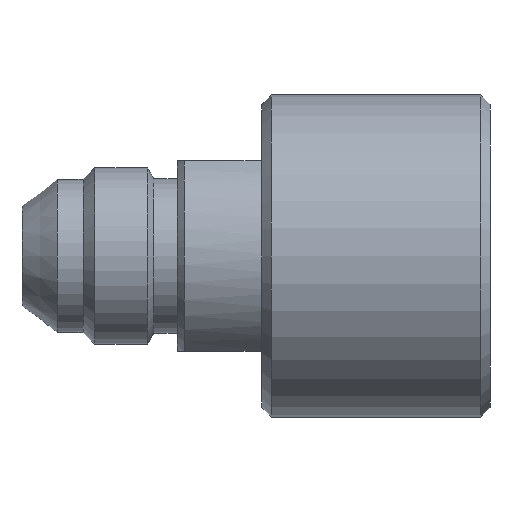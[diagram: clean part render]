
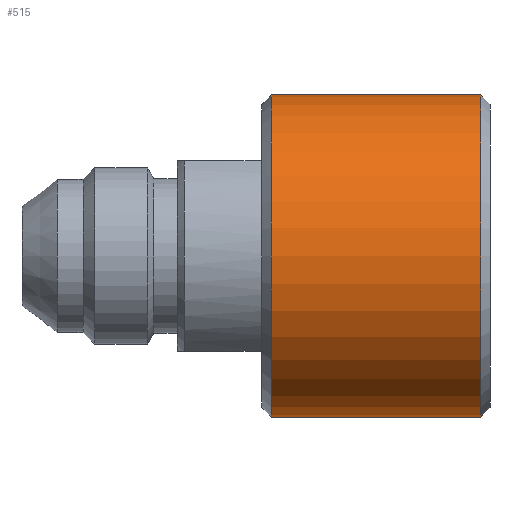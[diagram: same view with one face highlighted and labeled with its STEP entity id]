
A CAD part, front view. The second image highlights one B-rep face of the part: STEP entity #515.
In plain terms, the highlighted cylindrical face has radius 17.399 mm (diameter 34.798 mm), a full revolution.
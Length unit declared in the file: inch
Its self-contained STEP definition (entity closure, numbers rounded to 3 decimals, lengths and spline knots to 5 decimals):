
#56=FACE_BOUND($,#185,.T.);
#78=CYLINDRICAL_SURFACE($,#592,0.685);
#116=FACE_OUTER_BOUND($,#184,.T.);
#184=EDGE_LOOP($,(#446));
#185=EDGE_LOOP($,(#447));
#250=CIRCLE($,#591,0.685);
#251=CIRCLE($,#593,0.685);
#296=VERTEX_POINT($,#907);
#297=VERTEX_POINT($,#910);
#348=EDGE_CURVE($,#296,#296,#250,.T.);
#349=EDGE_CURVE($,#297,#297,#251,.T.);
#446=ORIENTED_EDGE($,*,*,#349,.F.);
#447=ORIENTED_EDGE($,*,*,#348,.T.);
#515=ADVANCED_FACE($,(#116,#56),#78,.T.);
#591=AXIS2_PLACEMENT_3D($,#908,#747,#748);
#592=AXIS2_PLACEMENT_3D($,#909,#749,#750);
#593=AXIS2_PLACEMENT_3D($,#911,#751,#752);
#747=DIRECTION('center_axis',(1.,0.,0.));
#748=DIRECTION('ref_axis',(0.,1.,0.));
#749=DIRECTION('center_axis',(1.,0.,0.));
#750=DIRECTION('ref_axis',(0.,1.,0.));
#751=DIRECTION('center_axis',(1.,0.,0.));
#752=DIRECTION('ref_axis',(0.,1.,0.));
#907=CARTESIAN_POINT('',(1.06,0.685,0.));
#908=CARTESIAN_POINT('Origin',(1.06,0.,0.));
#909=CARTESIAN_POINT('Origin',(1.505,0.,0.));
#910=CARTESIAN_POINT('',(1.95,0.685,0.));
#911=CARTESIAN_POINT('Origin',(1.95,0.,0.));
